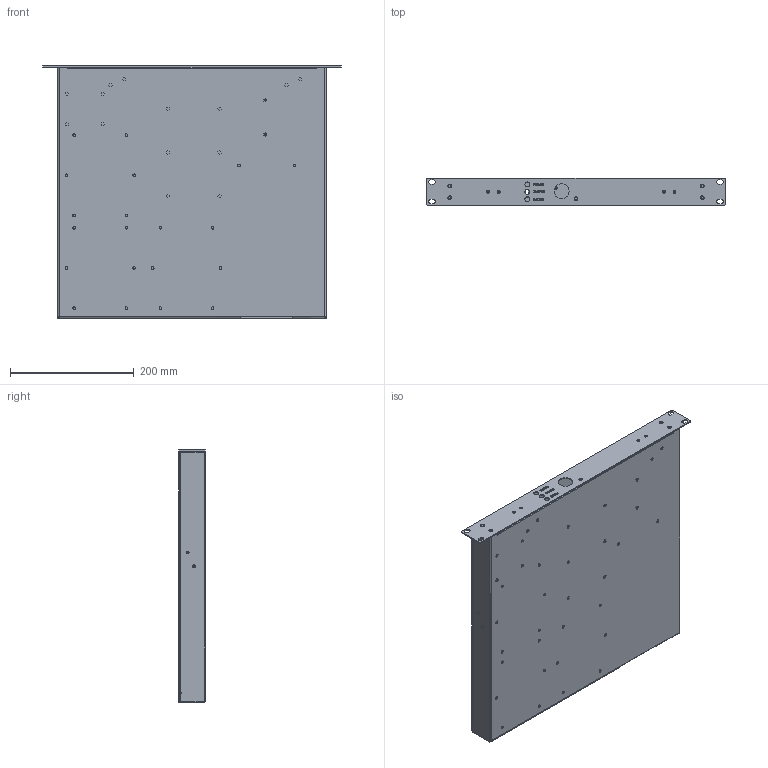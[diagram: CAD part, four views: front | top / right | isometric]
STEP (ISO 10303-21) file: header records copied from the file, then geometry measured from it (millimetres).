
FILE_DESCRIPTION (( 'STEP AP214' ), '1' );
FILE_NAME ('Rear Bend off chassis for Quote.STEP', '2018-10-15T22:23:07', ( '' ), ( '' ), 'SwSTEP 2.0', 'SolidWorks 2019', '' );
FILE_SCHEMA (( 'AUTOMOTIVE_DESIGN' ));
Length unit declared in the file: millimetre
Products named in the file (95): FH-832-6; FH-M3-6ZI; FHL-M3-15-ZI; BSO-M3-10ZI; F-M3-1; TSO-M25-1000ZI-PennEngineering-08-14-2018; 1U COVER; FH-M3-15ZI-PennEngineering-08-14-2018; Rear Bend off chassis for Quote; BSO-M3-8ZI-PennEngineering-08-14-2018; FHL-M3-8-ZI; 1U FRONT PANEL_1U; self-clinching nut_pmi; self-clinching nut_pmi_PreviewCfg; FH-M4-6ZI; 1U CHASSIS; 1U FRONT PANEL; 1U - REAR BEND OFF CHASSIS - FLAT COVER - 16in; FHL-M3-12-ZI; FH-M3-12ZI; FH-832-6_PEM FH-832-6 X--N
Assembly tree (78 placements, depth 3):
  FH-832-6
  FH-M3-6ZI
  FHL-M3-15-ZI
  FH-M3-6ZI
  FHL-M3-15-ZI
Bounding box: 482.6 x 43.69 x 408.31 mm (x, y, z)
Volume: 551308.1 mm3; surface area: 889953.8 mm2
Topology: 77 solids, 77 shells, 2714 faces, 6820 edges, 4494 vertices
Faces by surface type: plane 1731, cylinder 474, cone 328, bspline 160, torus 21
Full cylindrical faces by diameter (mm): 2.003 x4, 2.013 x4, 2.449 x10, 2.459 x12, 3 x84, 3.2 x8, 3.48 x2, 3.78 x14, 3.81 x2, 3.91 x32, 3.99 x28, 4.14 x5, 4.166 x5, 4.2 x42, 4.35 x2, 4.953 x5, 5.105 x9, 5.41 x9, 5.558 x5, 6.35 x9, 8 x3, 8.184 x9, 8.712 x9, 11.176 x9, 24 x1
Entity records: 32677 total; most frequent: CARTESIAN_POINT 9877, ORIENTED_EDGE 4098, DIRECTION 4041, EDGE_CURVE 2049, VERTEX_POINT 1415, LINE 1371, VECTOR 1371, AXIS2_PLACEMENT_3D 1335
